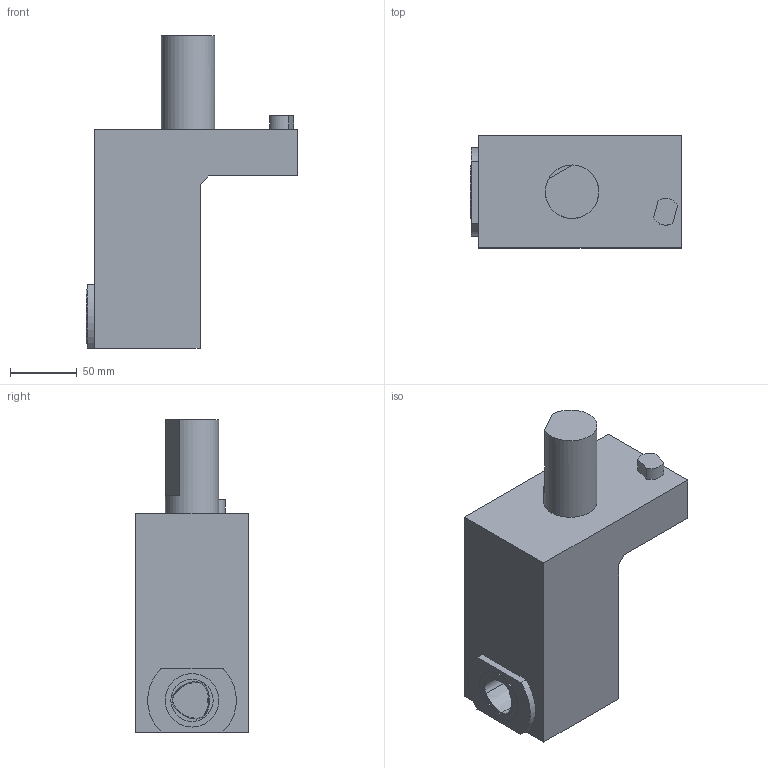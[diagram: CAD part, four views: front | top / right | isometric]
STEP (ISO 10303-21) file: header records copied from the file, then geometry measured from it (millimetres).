
FILE_DESCRIPTION(/* description */ (''),/* implementation_level */ '2;1');
FILE_NAME(/* name */ '1533552085998.stp',/* time_stamp */ '2018-08-06T16:11:36+06:00',/* author */ (''),/* organization */ ('SMS'),/* preprocessor_version */ 'ST-DEVELOPER v15',/* originating_system */ 'SIEMENS PLM Software NX 8.5',/* authorisation */ '');
FILE_SCHEMA (('AUTOMOTIVE_DESIGN { 1 0 10303 214 3 1 1 1 }'));
Length unit declared in the file: millimetre
Products named in the file (1): 201697549mod000_00
Bounding box: 158 x 84 x 234 mm (x, y, z)
Volume: 1394775.8 mm3; surface area: 96406.1 mm2
Topology: 1 solids, 1 shells, 36 faces, 83 edges, 59 vertices
Faces by surface type: plane 22, cylinder 8, cone 6
Full cylindrical faces by diameter (mm): 2.5 x1, 31.6 x1, 40 x1, 40.013 x1
Entity records: 1108 total; most frequent: CARTESIAN_POINT 229, DIRECTION 183, ORIENTED_EDGE 152, EDGE_CURVE 76, AXIS2_PLACEMENT_3D 68, VERTEX_POINT 53, LINE 47, VECTOR 47
